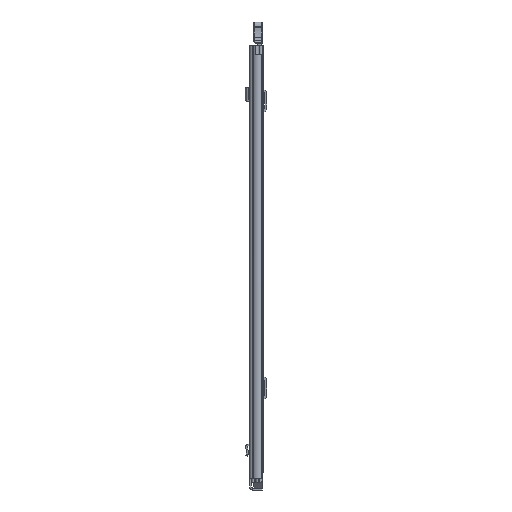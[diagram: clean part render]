
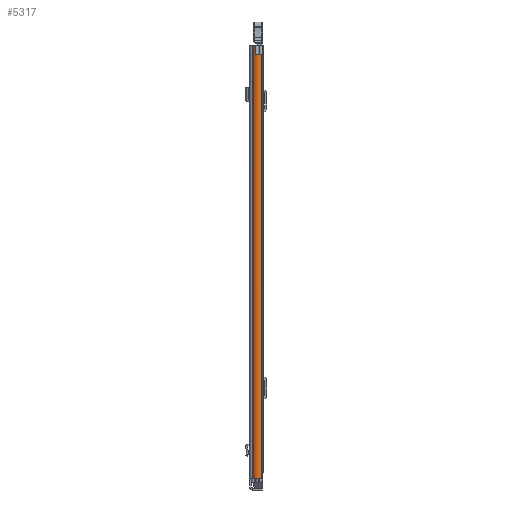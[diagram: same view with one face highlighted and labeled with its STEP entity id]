
A CAD part, front view. The second image highlights one B-rep face of the part: STEP entity #5317.
In plain terms, the highlighted cylindrical face has radius 7.6 mm (diameter 15.2 mm), a partial arc.
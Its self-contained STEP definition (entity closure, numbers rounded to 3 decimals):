
#1209 = EDGE_LOOP ( 'NONE', ( #22674, #35923, #18548, #5335, #4856, #22575 ) ) ;
#4230 = VERTEX_POINT ( 'NONE', #11024 ) ;
#4294 = VERTEX_POINT ( 'NONE', #31011 ) ;
#4816 = CIRCLE ( 'NONE', #19729, 7.6 ) ;
#4856 = ORIENTED_EDGE ( 'NONE', *, *, #24872, .T. ) ;
#4934 = DIRECTION ( 'NONE',  ( 1., 0., 0. ) ) ;
#5317 = ADVANCED_FACE ( 'NONE', ( #36870 ), #11303, .T. ) ;
#5335 = ORIENTED_EDGE ( 'NONE', *, *, #11449, .T. ) ;
#7422 = VECTOR ( 'NONE', #16712, 1000. ) ;
#7526 = LINE ( 'NONE', #21144, #18227 ) ;
#7777 = VERTEX_POINT ( 'NONE', #26126 ) ;
#8690 = LINE ( 'NONE', #28286, #7422 ) ;
#9074 = CARTESIAN_POINT ( 'NONE',  ( 16.488, -35.307, -12.2 ) ) ;
#9915 = VECTOR ( 'NONE', #24750, 1000. ) ;
#10153 = EDGE_CURVE ( 'NONE', #4294, #10872, #8690, .T. ) ;
#10401 = DIRECTION ( 'NONE',  ( 1., 0., 0. ) ) ;
#10689 = CARTESIAN_POINT ( 'NONE',  ( 10.602, -30.5, 0. ) ) ;
#10760 = CARTESIAN_POINT ( 'NONE',  ( 5.244, -35.891, -593.6 ) ) ;
#10872 = VERTEX_POINT ( 'NONE', #9074 ) ;
#10978 = AXIS2_PLACEMENT_3D ( 'NONE', #27372, #35960, #10401 ) ;
#11024 = CARTESIAN_POINT ( 'NONE',  ( 8.413, -37.778, -12.2 ) ) ;
#11303 = CYLINDRICAL_SURFACE ( 'NONE', #25243, 7.6 ) ;
#11449 = EDGE_CURVE ( 'NONE', #4230, #7777, #7526, .T. ) ;
#15767 = VERTEX_POINT ( 'NONE', #34585 ) ;
#16293 = DIRECTION ( 'NONE',  ( 1., 0., 0. ) ) ;
#16533 = CARTESIAN_POINT ( 'NONE',  ( 10.602, -30.5, -609.6 ) ) ;
#16712 = DIRECTION ( 'NONE',  ( 0., 0., 1. ) ) ;
#18227 = VECTOR ( 'NONE', #18911, 1000. ) ;
#18548 = ORIENTED_EDGE ( 'NONE', *, *, #18719, .F. ) ;
#18660 = CIRCLE ( 'NONE', #30591, 7.6 ) ;
#18719 = EDGE_CURVE ( 'NONE', #4230, #10872, #31265, .T. ) ;
#18911 = DIRECTION ( 'NONE',  ( 0., 0., 1. ) ) ;
#19729 = AXIS2_PLACEMENT_3D ( 'NONE', #10689, #33281, #4934 ) ;
#19914 = DIRECTION ( 'NONE',  ( 1., 0., 0. ) ) ;
#21144 = CARTESIAN_POINT ( 'NONE',  ( 8.413, -37.778, -609.6 ) ) ;
#21530 = CARTESIAN_POINT ( 'NONE',  ( 10.602, -30.5, -593.6 ) ) ;
#21658 = VERTEX_POINT ( 'NONE', #10760 ) ;
#22356 = DIRECTION ( 'NONE',  ( 0., 0., 1. ) ) ;
#22575 = ORIENTED_EDGE ( 'NONE', *, *, #23840, .F. ) ;
#22674 = ORIENTED_EDGE ( 'NONE', *, *, #29787, .T. ) ;
#23840 = EDGE_CURVE ( 'NONE', #21658, #15767, #26971, .T. ) ;
#24750 = DIRECTION ( 'NONE',  ( 0., 0., 1. ) ) ;
#24872 = EDGE_CURVE ( 'NONE', #7777, #15767, #4816, .T. ) ;
#25243 = AXIS2_PLACEMENT_3D ( 'NONE', #16533, #22356, #19914 ) ;
#26126 = CARTESIAN_POINT ( 'NONE',  ( 8.413, -37.778, 0. ) ) ;
#26971 = LINE ( 'NONE', #30316, #9915 ) ;
#27372 = CARTESIAN_POINT ( 'NONE',  ( 10.602, -30.5, -12.2 ) ) ;
#28286 = CARTESIAN_POINT ( 'NONE',  ( 16.488, -35.307, -609.6 ) ) ;
#29787 = EDGE_CURVE ( 'NONE', #21658, #4294, #18660, .T. ) ;
#30316 = CARTESIAN_POINT ( 'NONE',  ( 5.244, -35.891, -609.6 ) ) ;
#30591 = AXIS2_PLACEMENT_3D ( 'NONE', #21530, #36257, #16293 ) ;
#31011 = CARTESIAN_POINT ( 'NONE',  ( 16.488, -35.307, -593.6 ) ) ;
#31265 = CIRCLE ( 'NONE', #10978, 7.6 ) ;
#33281 = DIRECTION ( 'NONE',  ( 0., 0., -1. ) ) ;
#34585 = CARTESIAN_POINT ( 'NONE',  ( 5.244, -35.891, 0. ) ) ;
#35923 = ORIENTED_EDGE ( 'NONE', *, *, #10153, .T. ) ;
#35960 = DIRECTION ( 'NONE',  ( 0., 0., 1. ) ) ;
#36257 = DIRECTION ( 'NONE',  ( 0., 0., 1. ) ) ;
#36870 = FACE_OUTER_BOUND ( 'NONE', #1209, .T. ) ;
